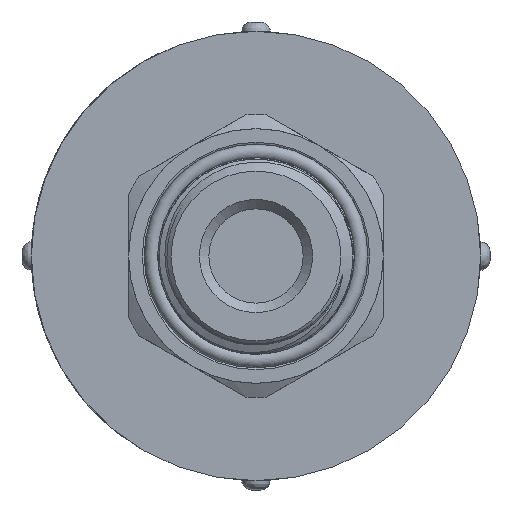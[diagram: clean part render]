
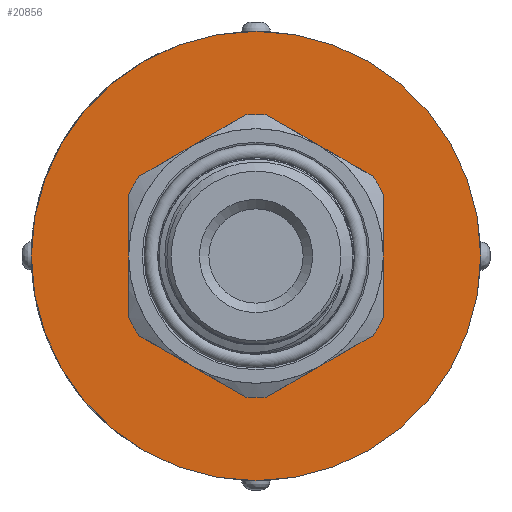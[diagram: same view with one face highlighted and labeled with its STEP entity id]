
A CAD part, left-side view. The second image highlights one B-rep face of the part: STEP entity #20856.
In plain terms, the highlighted face is planar.
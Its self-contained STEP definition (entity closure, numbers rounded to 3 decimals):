
#772=FACE_BOUND('',#3038,.T.);
#888=PLANE('',#22214);
#1328=CIRCLE('',#22213,13.25);
#1329=CIRCLE('',#22215,23.813);
#1813=FACE_OUTER_BOUND('',#3037,.T.);
#3037=EDGE_LOOP('',(#14439));
#3038=EDGE_LOOP('',(#14440));
#8658=VERTEX_POINT('',#31717);
#8659=VERTEX_POINT('',#31721);
#10920=EDGE_CURVE('',#8658,#8658,#1328,.T.);
#10921=EDGE_CURVE('',#8659,#8659,#1329,.T.);
#14439=ORIENTED_EDGE('',*,*,#10921,.F.);
#14440=ORIENTED_EDGE('',*,*,#10920,.T.);
#20856=ADVANCED_FACE('',(#1813,#772),#888,.T.);
#22213=AXIS2_PLACEMENT_3D('',#31719,#23609,#23610);
#22214=AXIS2_PLACEMENT_3D('',#31720,#23611,#23612);
#22215=AXIS2_PLACEMENT_3D('',#31722,#23613,#23614);
#23609=DIRECTION('center_axis',(-1.,0.,0.));
#23610=DIRECTION('ref_axis',(0.,0.,
1.));
#23611=DIRECTION('center_axis',(1.,0.,0.));
#23612=DIRECTION('ref_axis',(0.,0.,
-1.));
#23613=DIRECTION('center_axis',(-1.,0.,0.));
#23614=DIRECTION('ref_axis',(0.,0.,
1.));
#31717=CARTESIAN_POINT('',(34.,-13.25,0.));
#31719=CARTESIAN_POINT('Origin',(34.,0.,0.));
#31720=CARTESIAN_POINT('Origin',(34.,23.813,0.));
#31721=CARTESIAN_POINT('',(34.,-23.813,0.));
#31722=CARTESIAN_POINT('Origin',(34.,0.,0.));
